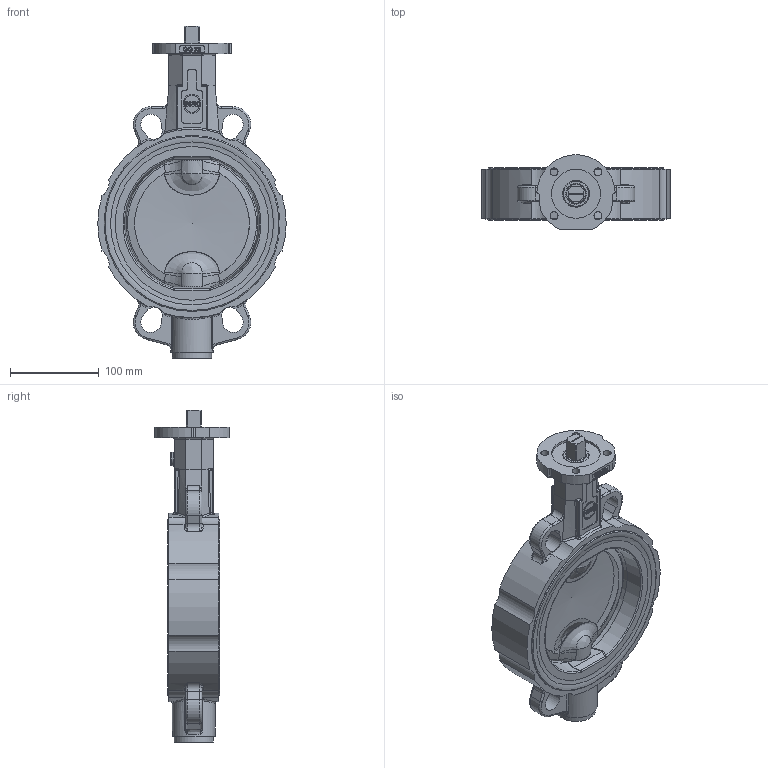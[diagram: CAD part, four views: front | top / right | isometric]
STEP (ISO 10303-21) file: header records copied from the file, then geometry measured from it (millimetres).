
FILE_DESCRIPTION((''),'2;1');
FILE_NAME('Z011-A-GG DN150.stp','2009-03-06T11:15:30',('hellwig'),(''),'Autodesk Inventor 2008','Autodesk Inventor 2008','');
FILE_SCHEMA(('AUTOMOTIVE_DESIGN { 1 0 10303 214 1 1 1 1 }'));
Length unit declared in the file: millimetre
Products named in the file (1): Bauteil3
Bounding box: 212 x 84 x 373.69 mm (x, y, z)
Volume: 1464360.5 mm3; surface area: 265206.6 mm2
Topology: 1 solids, 8 shells, 735 faces, 1906 edges, 1205 vertices
Faces by surface type: bspline 307, plane 202, cylinder 153, torus 37, cone 32, sphere 4
Full cylindrical faces by diameter (mm): 4 x1, 6 x1, 18.2 x2, 19 x1, 22 x6, 22.18 x1, 29.95 x1, 38 x1, 44 x1, 48 x1, 163.6 x2, 190 x1, 190.8 x1, 197.8 x1, 198 x1
Entity records: 37350 total; most frequent: CARTESIAN_POINT 21000, ORIENTED_EDGE 3534, DIRECTION 2583, EDGE_CURVE 1767, VERTEX_POINT 1168, AXIS2_PLACEMENT_3D 963, EDGE_LOOP 884, FACE_OUTER_BOUND 735
